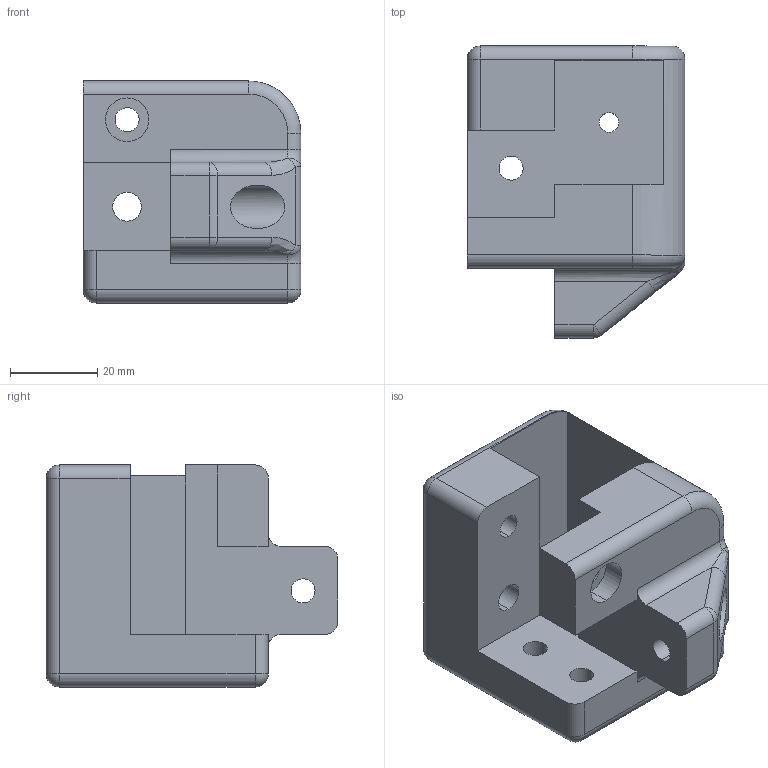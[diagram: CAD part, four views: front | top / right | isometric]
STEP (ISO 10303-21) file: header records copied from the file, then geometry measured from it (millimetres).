
FILE_DESCRIPTION (( 'STEP AP203' ), '1' );
FILE_NAME ('blv-10mm-tension block right_v1.STEP', '2019-06-05T08:12:40', ( '' ), ( '' ), 'SwSTEP 2.0', 'SolidWorks 2016', '' );
FILE_SCHEMA (( 'CONFIG_CONTROL_DESIGN' ));
Length unit declared in the file: millimetre
Products named in the file (2): blv-10mm-tension block right_v1
Bounding box: 50 x 67 x 51 mm (x, y, z)
Volume: 79966.3 mm3; surface area: 21862.3 mm2
Topology: 1 solids, 1 shells, 424 faces, 1021 edges, 584 vertices
Faces by surface type: cylinder 193, sphere 89, plane 87, torus 38, bspline 17
Entity records: 12530 total; most frequent: CARTESIAN_POINT 2669, DIRECTION 2267, ORIENTED_EDGE 1900, EDGE_CURVE 950, AXIS2_PLACEMENT_3D 942, VERTEX_POINT 552, CIRCLE 533, EDGE_LOOP 462
